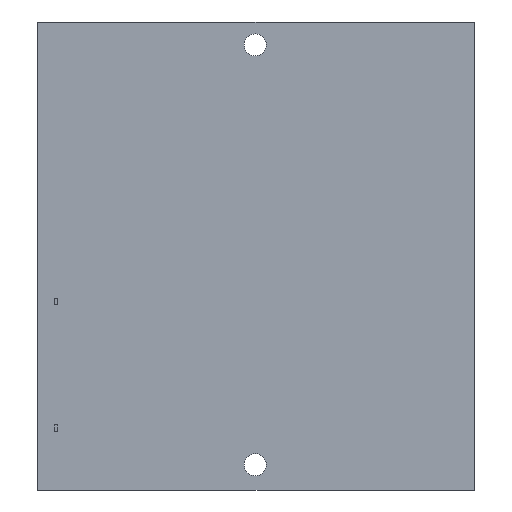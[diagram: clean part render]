
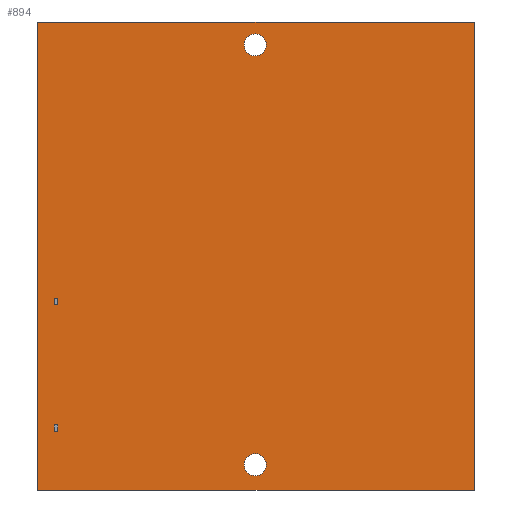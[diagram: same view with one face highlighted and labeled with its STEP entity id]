
A CAD part, front view. The second image highlights one B-rep face of the part: STEP entity #894.
In plain terms, the highlighted planar face has unit normal (0, -1, 0).
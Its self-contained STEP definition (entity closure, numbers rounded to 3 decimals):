
#218 = EDGE_CURVE ( 'NONE', #15757, #6145, #1274, .T. ) ;
#250 = EDGE_CURVE ( 'NONE', #1513, #22694, #19454, .T. ) ;
#339 = ORIENTED_EDGE ( 'NONE', *, *, #5961, .F. ) ;
#342 = DIRECTION ( 'NONE',  ( 0., 0., 1. ) ) ;
#397 = CARTESIAN_POINT ( 'NONE',  ( -25.95, 0., 0. ) ) ;
#478 = DIRECTION ( 'NONE',  ( 0., 0., -1. ) ) ;
#866 = EDGE_CURVE ( 'NONE', #21553, #8548, #16342, .T. ) ;
#894 = ADVANCED_FACE ( 'NONE', ( #14380, #13803, #19461, #6123, #14657 ), #19559, .F. ) ;
#950 = CARTESIAN_POINT ( 'NONE',  ( 0., 0., 17.482 ) ) ;
#1020 = DIRECTION ( 'NONE',  ( 1., 0., 0. ) ) ;
#1125 = ORIENTED_EDGE ( 'NONE', *, *, #12034, .T. ) ;
#1274 = LINE ( 'NONE', #950, #5546 ) ;
#1513 = VERTEX_POINT ( 'NONE', #15876 ) ;
#1708 = VERTEX_POINT ( 'NONE', #15007 ) ;
#2090 = AXIS2_PLACEMENT_3D ( 'NONE', #14305, #5174, #7064 ) ;
#2693 = CARTESIAN_POINT ( 'NONE',  ( -28.6, 0., 53.637 ) ) ;
#2816 = EDGE_CURVE ( 'NONE', #3497, #16963, #7191, .T. ) ;
#2889 = AXIS2_PLACEMENT_3D ( 'NONE', #16200, #16119, #3723 ) ;
#2972 = VECTOR ( 'NONE', #6657, 1000. ) ;
#3372 = EDGE_CURVE ( 'NONE', #6327, #18540, #13159, .T. ) ;
#3497 = VERTEX_POINT ( 'NONE', #7627 ) ;
#3567 = EDGE_CURVE ( 'NONE', #8548, #8751, #19923, .T. ) ;
#3661 = DIRECTION ( 'NONE',  ( -1., 0., 0. ) ) ;
#3669 = VECTOR ( 'NONE', #10135, 1000. ) ;
#3671 = VECTOR ( 'NONE', #3661, 1000. ) ;
#3723 = DIRECTION ( 'NONE',  ( 0., 0., 1. ) ) ;
#4241 = CARTESIAN_POINT ( 'NONE',  ( -0.1, 0., 50.637 ) ) ;
#4594 = VECTOR ( 'NONE', #19248, 1000. ) ;
#5113 = EDGE_CURVE ( 'NONE', #7280, #21553, #15061, .T. ) ;
#5174 = DIRECTION ( 'NONE',  ( 0., 1., 0. ) ) ;
#5234 = CARTESIAN_POINT ( 'NONE',  ( -25.95, 0., -0.008 ) ) ;
#5468 = ORIENTED_EDGE ( 'NONE', *, *, #5113, .T. ) ;
#5546 = VECTOR ( 'NONE', #1020, 1000. ) ;
#5559 = DIRECTION ( 'NONE',  ( 1., 0., 0. ) ) ;
#5961 = EDGE_CURVE ( 'NONE', #7687, #22694, #17280, .T. ) ;
#6011 = ORIENTED_EDGE ( 'NONE', *, *, #11098, .T. ) ;
#6119 = ORIENTED_EDGE ( 'NONE', *, *, #866, .T. ) ;
#6123 = FACE_BOUND ( 'NONE', #11895, .T. ) ;
#6145 = VERTEX_POINT ( 'NONE', #16714 ) ;
#6157 = DIRECTION ( 'NONE',  ( -1., 0., 0. ) ) ;
#6272 = EDGE_CURVE ( 'NONE', #12753, #1708, #18688, .T. ) ;
#6311 = LINE ( 'NONE', #17276, #4594 ) ;
#6327 = VERTEX_POINT ( 'NONE', #13932 ) ;
#6456 = DIRECTION ( 'NONE',  ( 0., 0., 1. ) ) ;
#6657 = DIRECTION ( 'NONE',  ( 1., 0., 0. ) ) ;
#6707 = CARTESIAN_POINT ( 'NONE',  ( 0., 0., 16.592 ) ) ;
#6709 = ORIENTED_EDGE ( 'NONE', *, *, #10535, .T. ) ;
#6789 = ORIENTED_EDGE ( 'NONE', *, *, #12923, .T. ) ;
#7014 = ORIENTED_EDGE ( 'NONE', *, *, #14553, .T. ) ;
#7064 = DIRECTION ( 'NONE',  ( 0., 0., 1. ) ) ;
#7191 = CIRCLE ( 'NONE', #9114, 1.45 ) ;
#7280 = VERTEX_POINT ( 'NONE', #5234 ) ;
#7557 = VECTOR ( 'NONE', #10938, 1000. ) ;
#7627 = CARTESIAN_POINT ( 'NONE',  ( -0.1, 0., 49.187 ) ) ;
#7669 = ORIENTED_EDGE ( 'NONE', *, *, #15712, .T. ) ;
#7687 = VERTEX_POINT ( 'NONE', #7858 ) ;
#7858 = CARTESIAN_POINT ( 'NONE',  ( 28.6, 0., 53.637 ) ) ;
#7900 = DIRECTION ( 'NONE',  ( 0., 1., 0. ) ) ;
#8314 = CARTESIAN_POINT ( 'NONE',  ( 28.6, 0., -7.662 ) ) ;
#8548 = VERTEX_POINT ( 'NONE', #12494 ) ;
#8751 = VERTEX_POINT ( 'NONE', #11618 ) ;
#9114 = AXIS2_PLACEMENT_3D ( 'NONE', #4241, #11483, #342 ) ;
#10135 = DIRECTION ( 'NONE',  ( -1., 0., 0. ) ) ;
#10271 = CARTESIAN_POINT ( 'NONE',  ( -0.1, 0., -2.913 ) ) ;
#10535 = EDGE_CURVE ( 'NONE', #8751, #7280, #14572, .T. ) ;
#10583 = CARTESIAN_POINT ( 'NONE',  ( 0., 0., 0. ) ) ;
#10897 = CARTESIAN_POINT ( 'NONE',  ( 0., 0., -0.007 ) ) ;
#10938 = DIRECTION ( 'NONE',  ( 0., 0., 1. ) ) ;
#11040 = CARTESIAN_POINT ( 'NONE',  ( -26.45, 0., 17.482 ) ) ;
#11098 = EDGE_CURVE ( 'NONE', #18540, #6327, #21953, .T. ) ;
#11483 = DIRECTION ( 'NONE',  ( 0., 1., 0. ) ) ;
#11618 = CARTESIAN_POINT ( 'NONE',  ( -25.95, 0., 0.882 ) ) ;
#11883 = VECTOR ( 'NONE', #21726, 1000. ) ;
#11895 = EDGE_LOOP ( 'NONE', ( #6011, #18337 ) ) ;
#12034 = EDGE_CURVE ( 'NONE', #6145, #12753, #13450, .T. ) ;
#12262 = DIRECTION ( 'NONE',  ( 0., 0., 1. ) ) ;
#12494 = CARTESIAN_POINT ( 'NONE',  ( -26.45, 0., 0.882 ) ) ;
#12753 = VERTEX_POINT ( 'NONE', #16729 ) ;
#12923 = EDGE_CURVE ( 'NONE', #21813, #1513, #6311, .T. ) ;
#12966 = ORIENTED_EDGE ( 'NONE', *, *, #2816, .T. ) ;
#13159 = CIRCLE ( 'NONE', #2090, 1.45 ) ;
#13450 = LINE ( 'NONE', #397, #15700 ) ;
#13803 = FACE_BOUND ( 'NONE', #22926, .T. ) ;
#13932 = CARTESIAN_POINT ( 'NONE',  ( -0.1, 0., -5.813 ) ) ;
#14132 = ORIENTED_EDGE ( 'NONE', *, *, #17697, .T. ) ;
#14305 = CARTESIAN_POINT ( 'NONE',  ( -0.1, 0., -4.363 ) ) ;
#14380 = FACE_BOUND ( 'NONE', #16680, .T. ) ;
#14548 = CARTESIAN_POINT ( 'NONE',  ( 0., 0., 0.882 ) ) ;
#14553 = EDGE_CURVE ( 'NONE', #7687, #21813, #18729, .T. ) ;
#14572 = LINE ( 'NONE', #17573, #20255 ) ;
#14639 = CARTESIAN_POINT ( 'NONE',  ( -0.1, 0., 52.087 ) ) ;
#14657 = FACE_OUTER_BOUND ( 'NONE', #19216, .T. ) ;
#14940 = VECTOR ( 'NONE', #21548, 1000. ) ;
#15007 = CARTESIAN_POINT ( 'NONE',  ( -26.45, 0., 16.592 ) ) ;
#15061 = LINE ( 'NONE', #10897, #3671 ) ;
#15647 = ORIENTED_EDGE ( 'NONE', *, *, #218, .T. ) ;
#15700 = VECTOR ( 'NONE', #478, 1000. ) ;
#15712 = EDGE_CURVE ( 'NONE', #16963, #3497, #23274, .T. ) ;
#15757 = VERTEX_POINT ( 'NONE', #11040 ) ;
#15826 = DIRECTION ( 'NONE',  ( 0., 1., 0. ) ) ;
#15876 = CARTESIAN_POINT ( 'NONE',  ( -28.6, 0., -7.662 ) ) ;
#16119 = DIRECTION ( 'NONE',  ( 0., 1., 0. ) ) ;
#16150 = CARTESIAN_POINT ( 'NONE',  ( -26.45, 0., 0. ) ) ;
#16177 = ORIENTED_EDGE ( 'NONE', *, *, #3567, .T. ) ;
#16200 = CARTESIAN_POINT ( 'NONE',  ( -0.1, 0., 50.637 ) ) ;
#16342 = LINE ( 'NONE', #16150, #14940 ) ;
#16680 = EDGE_LOOP ( 'NONE', ( #16177, #6709, #5468, #6119 ) ) ;
#16714 = CARTESIAN_POINT ( 'NONE',  ( -25.95, 0., 17.482 ) ) ;
#16729 = CARTESIAN_POINT ( 'NONE',  ( -25.95, 0., 16.592 ) ) ;
#16963 = VERTEX_POINT ( 'NONE', #14639 ) ;
#17276 = CARTESIAN_POINT ( 'NONE',  ( -28.6, 0., 0. ) ) ;
#17280 = LINE ( 'NONE', #23490, #11883 ) ;
#17573 = CARTESIAN_POINT ( 'NONE',  ( -25.95, 0., 0. ) ) ;
#17697 = EDGE_CURVE ( 'NONE', #1708, #15757, #20903, .T. ) ;
#17831 = ORIENTED_EDGE ( 'NONE', *, *, #250, .T. ) ;
#18337 = ORIENTED_EDGE ( 'NONE', *, *, #3372, .T. ) ;
#18540 = VERTEX_POINT ( 'NONE', #10271 ) ;
#18688 = LINE ( 'NONE', #6707, #18961 ) ;
#18729 = LINE ( 'NONE', #22614, #3669 ) ;
#18961 = VECTOR ( 'NONE', #6157, 1000. ) ;
#18990 = CARTESIAN_POINT ( 'NONE',  ( -0.1, 0., -4.363 ) ) ;
#19068 = VECTOR ( 'NONE', #5559, 1000. ) ;
#19216 = EDGE_LOOP ( 'NONE', ( #339, #7014, #6789, #17831 ) ) ;
#19246 = DIRECTION ( 'NONE',  ( 0., 0., -1. ) ) ;
#19248 = DIRECTION ( 'NONE',  ( 0., 0., -1. ) ) ;
#19403 = EDGE_LOOP ( 'NONE', ( #7669, #12966 ) ) ;
#19454 = LINE ( 'NONE', #21111, #2972 ) ;
#19461 = FACE_BOUND ( 'NONE', #19403, .T. ) ;
#19559 = PLANE ( 'NONE',  #23115 ) ;
#19777 = CARTESIAN_POINT ( 'NONE',  ( -26.45, 0., -0.008 ) ) ;
#19923 = LINE ( 'NONE', #14548, #19068 ) ;
#20255 = VECTOR ( 'NONE', #19246, 1000. ) ;
#20789 = AXIS2_PLACEMENT_3D ( 'NONE', #18990, #7900, #6456 ) ;
#20903 = LINE ( 'NONE', #23586, #7557 ) ;
#21111 = CARTESIAN_POINT ( 'NONE',  ( 0., 0., -7.662 ) ) ;
#21548 = DIRECTION ( 'NONE',  ( 0., 0., 1. ) ) ;
#21553 = VERTEX_POINT ( 'NONE', #19777 ) ;
#21726 = DIRECTION ( 'NONE',  ( 0., 0., -1. ) ) ;
#21813 = VERTEX_POINT ( 'NONE', #2693 ) ;
#21870 = ORIENTED_EDGE ( 'NONE', *, *, #6272, .T. ) ;
#21953 = CIRCLE ( 'NONE', #20789, 1.45 ) ;
#22614 = CARTESIAN_POINT ( 'NONE',  ( 0., 0., 53.637 ) ) ;
#22694 = VERTEX_POINT ( 'NONE', #8314 ) ;
#22926 = EDGE_LOOP ( 'NONE', ( #15647, #1125, #21870, #14132 ) ) ;
#23115 = AXIS2_PLACEMENT_3D ( 'NONE', #10583, #15826, #12262 ) ;
#23274 = CIRCLE ( 'NONE', #2889, 1.45 ) ;
#23490 = CARTESIAN_POINT ( 'NONE',  ( 28.6, 0., 0. ) ) ;
#23586 = CARTESIAN_POINT ( 'NONE',  ( -26.45, 0., 0. ) ) ;
